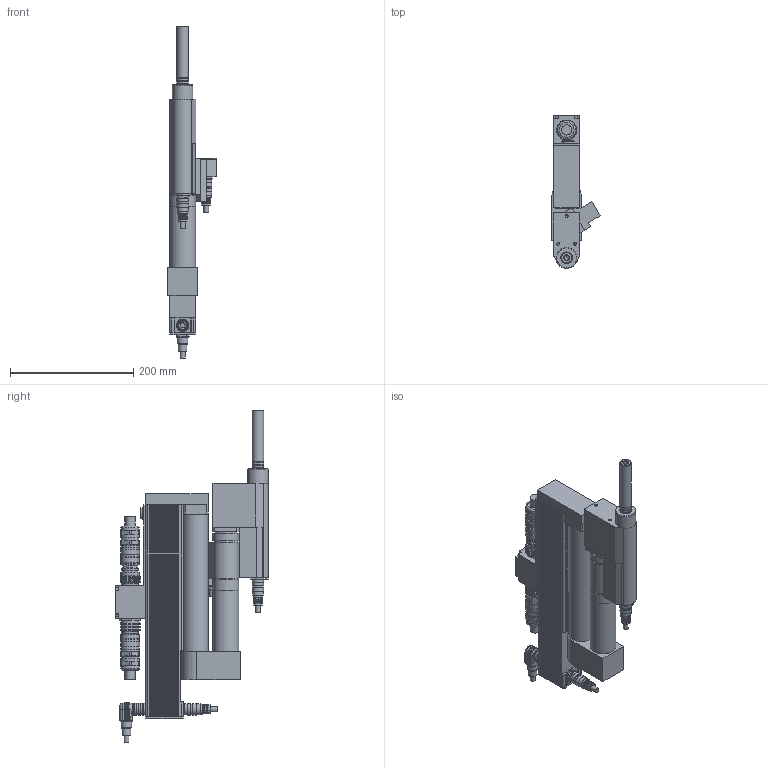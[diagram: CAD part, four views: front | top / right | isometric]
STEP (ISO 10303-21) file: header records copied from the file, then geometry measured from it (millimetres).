
FILE_DESCRIPTION((''),'2;1');
FILE_NAME('947550A7.stp','2011-03-25T14:37:59',('e4c32'),(''),'Autodesk Inventor 11','Autodesk Inventor 11','');
FILE_SCHEMA(('AUTOMOTIVE_DESIGN { 1 0 10303 214 1 1 1 1 }'));
Length unit declared in the file: millimetre
Products named in the file (8): 947550A7_IAM_001; 1VKXB_IPT_001.ipt_Versetzter Abtrieb; 1KYB_IPT_001; 1BUTS-XA_IPT_001; 961089-002_IPT_001; 961089-002_IPT_002.ipt_Stecker gerade; 961104-005_IPT_002.ipt_Stecker gerade; 961104-005_IPT_001.ipt_Stecker gerade
Assembly tree (9 placements, depth 2):
  947550A7_IAM_001
    1VKXB_IPT_001.ipt_Versetzter Abtrieb
    1KYB_IPT_001
    1BUTS-XA_IPT_001
    961089-002_IPT_001
    961089-002_IPT_002.ipt_Stecker gerade  x3
    961104-005_IPT_002.ipt_Stecker gerade
    961104-005_IPT_001.ipt_Stecker gerade
Bounding box: 78.26 x 247.84 x 538.15 mm (x, y, z)
Volume: 2551474.2 mm3; surface area: 296799.1 mm2
Topology: 9 solids, 9 shells, 1236 faces, 3029 edges, 1898 vertices
Faces by surface type: plane 794, cylinder 265, bspline 106, cone 44, torus 27
Full cylindrical faces by diameter (mm): 5.5 x3, 8 x4, 13.4 x3, 13.5 x2, 14 x16, 14.2 x3, 16 x11, 16.5 x3, 16.8 x1, 17 x1, 17.587 x6, 18 x9, 18.7 x7, 19.05 x2, 19.5 x3, 20 x7, 22.5 x1, 24 x1, 25.5 x1, 26.4 x1, 27 x1, 27.047 x1, 28 x2, 28.5 x1, 29.5 x3, 29.8 x4, 30 x4, 30.4 x2, 30.5 x3, 30.609 x1
Entity records: 34440 total; most frequent: CARTESIAN_POINT 8500, ORIENTED_EDGE 5484, DIRECTION 4969, EDGE_CURVE 2742, VERTEX_POINT 1805, VECTOR 1751, LINE 1751, AXIS2_PLACEMENT_3D 1609
